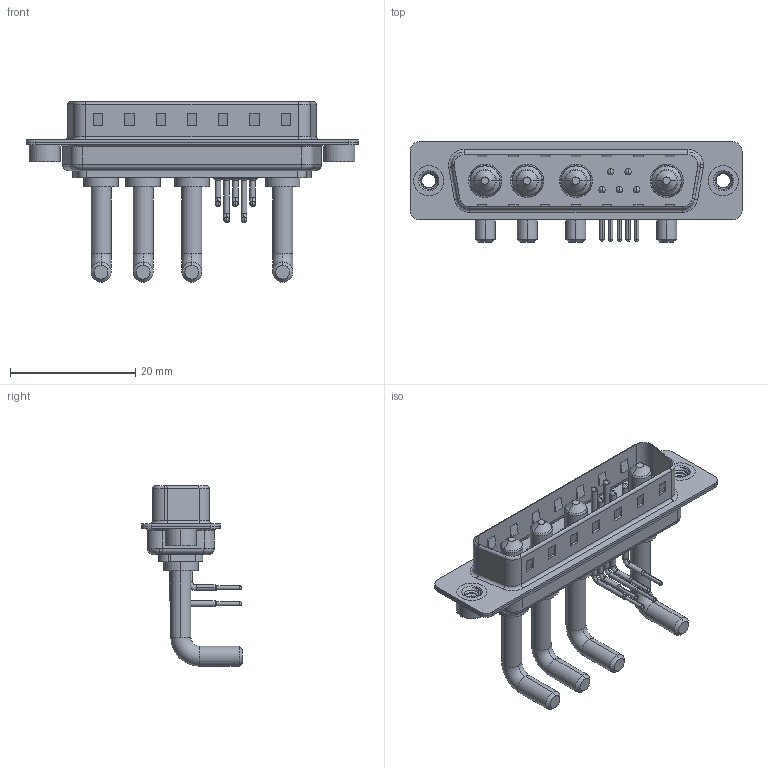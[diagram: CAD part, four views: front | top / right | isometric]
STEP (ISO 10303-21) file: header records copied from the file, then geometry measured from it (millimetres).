
FILE_DESCRIPTION (( 'STEP AP203' ), '1' );
FILE_NAME ('629-9W4-250-3NA.STEP', '2022-05-07T16:25:58', ( '' ), ( '' ), 'SwSTEP 2.0', 'SolidWorks 2020', '' );
FILE_SCHEMA (( 'CONFIG_CONTROL_DESIGN' ));
Length unit declared in the file: millimetre
Products named in the file (8): 629-9W4-250-3NA; 629Combo Contact Row 2; 629Combo Contact Row 1; 629Combo Housing_9W4; 629Combo Shell Front_25 Contacts; Power Pin_Ext 30A RA; 629Combo Threaded Rivet_2; 629Combo Shell Rear_25 Contacts
Assembly tree (14 placements, depth 2):
  629-9W4-250-3NA
    629Combo Housing_9W4
    629Combo Shell Rear_25 Contacts
    629Combo Shell Front_25 Contacts
    629Combo Threaded Rivet_2  x2
    Power Pin_Ext 30A RA  x4
    629Combo Contact Row 1  x2
    629Combo Contact Row 2  x3
Bounding box: 53.05 x 16.05 x 28.83 mm (x, y, z)
Volume: 3646.7 mm3; surface area: 7611.8 mm2
Topology: 18 solids, 18 shells, 1098 faces, 2879 edges, 1840 vertices
Faces by surface type: plane 531, cylinder 401, torus 66, cone 60, bspline 40
Entity records: 22436 total; most frequent: CARTESIAN_POINT 5164, DIRECTION 3489, ORIENTED_EDGE 3340, EDGE_CURVE 1670, AXIS2_PLACEMENT_3D 1224, VERTEX_POINT 1072, LINE 1041, VECTOR 1041
